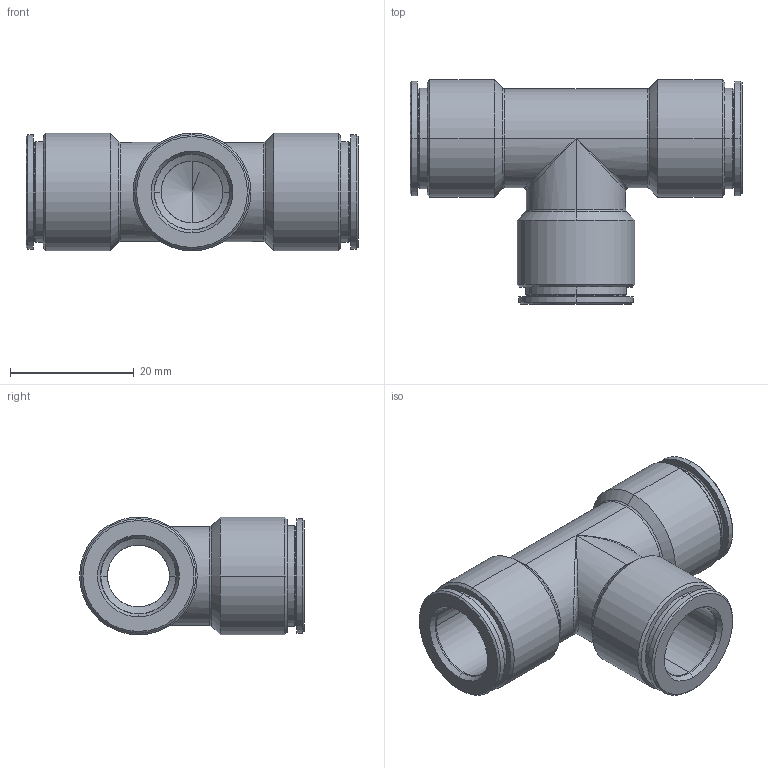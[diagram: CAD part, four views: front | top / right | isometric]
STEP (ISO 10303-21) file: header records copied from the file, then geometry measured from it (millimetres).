
FILE_DESCRIPTION (( 'STEP AP203' ), '1' );
FILE_NAME ('X0190060.STEP', '2016-12-06T10:35:44', ( '' ), ( '' ), 'SwSTEP 2.0', 'SolidWorks 2015', '' );
FILE_SCHEMA (( 'CONFIG_CONTROL_DESIGN' ));
Length unit declared in the file: millimetre
Products named in the file (1): X0190060
Bounding box: 53.61 x 36.3 x 19 mm (x, y, z)
Volume: 9564.4 mm3; surface area: 7607.7 mm2
Topology: 1 solids, 1 shells, 104 faces, 226 edges, 123 vertices
Faces by surface type: cylinder 37, cone 32, torus 24, plane 9, bspline 2
Entity records: 3033 total; most frequent: CARTESIAN_POINT 650, DIRECTION 560, ORIENTED_EDGE 440, AXIS2_PLACEMENT_3D 245, EDGE_CURVE 220, CIRCLE 142, VERTEX_POINT 123, EDGE_LOOP 113
